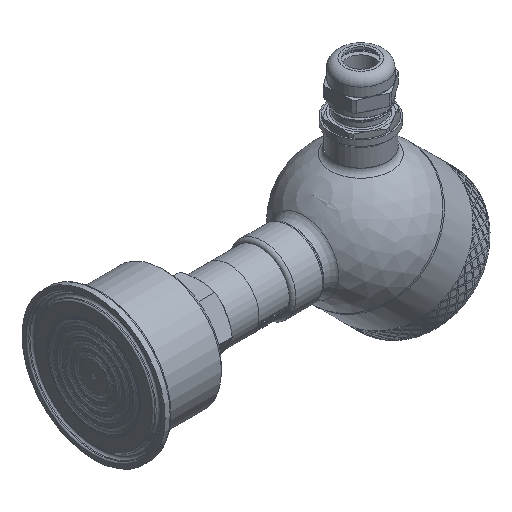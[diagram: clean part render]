
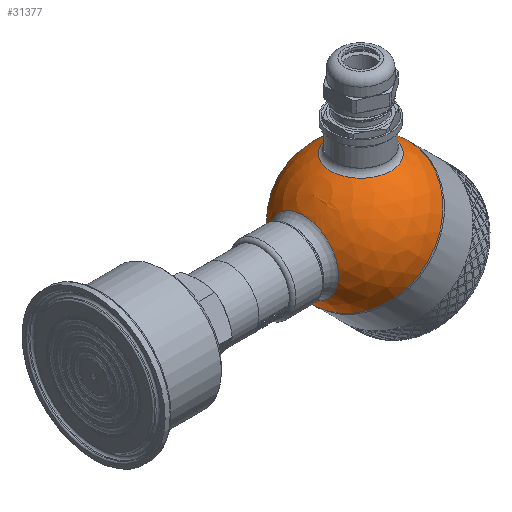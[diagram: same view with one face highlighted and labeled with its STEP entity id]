
A CAD part, isometric view. The second image highlights one B-rep face of the part: STEP entity #31377.
In plain terms, the highlighted spherical face has radius 30 mm.
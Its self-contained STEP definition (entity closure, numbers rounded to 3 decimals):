
#149=SPHERICAL_SURFACE('',#33055,30.);
#474=FACE_BOUND('',#6118,.T.);
#475=FACE_BOUND('',#6119,.T.);
#3955=FACE_OUTER_BOUND('',#6117,.T.);
#6117=EDGE_LOOP('',(#28956,#28957,#28958,#28959));
#6118=EDGE_LOOP('',(#28960));
#6119=EDGE_LOOP('',(#28961));
#6809=CIRCLE('',#33052,15.643);
#6812=CIRCLE('',#33056,30.);
#6813=CIRCLE('',#33057,30.);
#6814=CIRCLE('',#33058,30.);
#6815=CIRCLE('',#33059,13.5);
#14811=VERTEX_POINT('',#82848);
#14813=VERTEX_POINT('',#82854);
#14814=VERTEX_POINT('',#82855);
#14815=VERTEX_POINT('',#82857);
#14816=VERTEX_POINT('',#82860);
#19538=EDGE_CURVE('',#14811,#14811,#6809,.T.);
#19541=EDGE_CURVE('',#14813,#14814,#6812,.T.);
#19542=EDGE_CURVE('',#14813,#14815,#6813,.T.);
#19543=EDGE_CURVE('',#14814,#14813,#6814,.T.);
#19544=EDGE_CURVE('',#14816,#14816,#6815,.T.);
#28956=ORIENTED_EDGE('',*,*,#19541,.F.);
#28957=ORIENTED_EDGE('',*,*,#19542,.T.);
#28958=ORIENTED_EDGE('',*,*,#19542,.F.);
#28959=ORIENTED_EDGE('',*,*,#19543,.F.);
#28960=ORIENTED_EDGE('',*,*,#19538,.F.);
#28961=ORIENTED_EDGE('',*,*,#19544,.F.);
#31377=ADVANCED_FACE('',(#3955,#474,#475),#149,.T.);
#33052=AXIS2_PLACEMENT_3D('',#82849,#37065,#37066);
#33055=AXIS2_PLACEMENT_3D('',#82853,#37071,#37072);
#33056=AXIS2_PLACEMENT_3D('',#82856,#37073,#37074);
#33057=AXIS2_PLACEMENT_3D('',#82858,#37075,#37076);
#33058=AXIS2_PLACEMENT_3D('',#82859,#37077,#37078);
#33059=AXIS2_PLACEMENT_3D('',#82861,#37079,#37080);
#37065=DIRECTION('center_axis',(-0.707,0.,0.707));
#37066=DIRECTION('ref_axis',(0.707,0.,0.707));
#37071=DIRECTION('center_axis',(1.,0.,0.));
#37072=DIRECTION('ref_axis',(0.,-1.,0.));
#37073=DIRECTION('center_axis',(1.,0.,0.));
#37074=DIRECTION('ref_axis',(0.,1.,0.));
#37075=DIRECTION('center_axis',(0.,0.,1.));
#37076=DIRECTION('ref_axis',(0.,1.,0.));
#37077=DIRECTION('center_axis',(1.,0.,0.));
#37078=DIRECTION('ref_axis',(0.,1.,0.));
#37079=DIRECTION('center_axis',(-0.707,0.,-0.707));
#37080=DIRECTION('ref_axis',(-0.707,0.,0.707));
#82848=CARTESIAN_POINT('',(-29.162,0.,7.04));
#82849=CARTESIAN_POINT('Origin',(-18.101,0.,18.101));
#82853=CARTESIAN_POINT('Origin',(0.,0.,0.));
#82854=CARTESIAN_POINT('',(0.,30.,0.));
#82855=CARTESIAN_POINT('',(0.,-30.,0.));
#82856=CARTESIAN_POINT('Origin',(0.,0.,0.));
#82857=CARTESIAN_POINT('',(-30.,0.,0.));
#82858=CARTESIAN_POINT('Origin',(0.,0.,0.));
#82859=CARTESIAN_POINT('Origin',(0.,0.,0.));
#82860=CARTESIAN_POINT('',(-9.398,0.,-28.49));
#82861=CARTESIAN_POINT('Origin',(-18.944,0.,-18.944));
